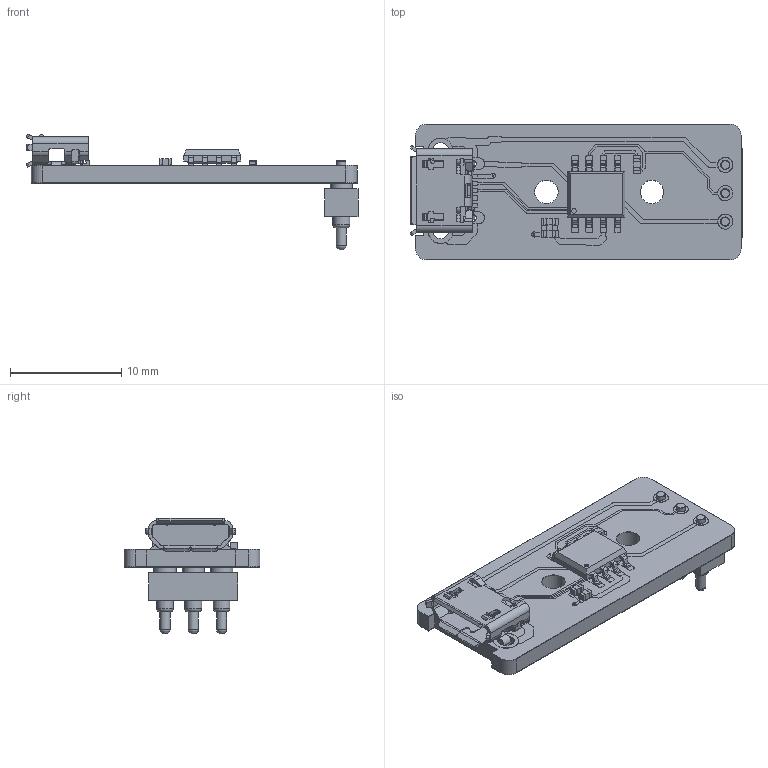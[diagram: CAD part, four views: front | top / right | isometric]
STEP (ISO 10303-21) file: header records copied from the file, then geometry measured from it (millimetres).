
FILE_DESCRIPTION(/* description */ (''),/* implementation_level */ '2;1');
FILE_NAME(/* name */ 'user_programmer_pcb.step',/* time_stamp */ '2022-06-04T15:17:05+08:00',/* author */ (''),/* organization */ (''),/* preprocessor_version */ 'ST-DEVELOPER v19',/* originating_system */ 'Autodesk Translation Framework v11.7.0.108',/* authorisation */ '');
FILE_SCHEMA (('AUTOMOTIVE_DESIGN { 1 0 10303 214 3 1 1 }'));
Length unit declared in the file: millimetre
Products named in the file (18): user_programmer; Board; Packages; MICRO_USB_ZX62D-B-5PA8; microusb v2; CAPC1005X60; 1X3_POGO_PIN_HOLDER; pogoPinv1 v7; pogoPin; pinHolder; CH330N; Model; RESC1005X40; 5576505.f3d ; 1-copper; 16-copper; 1-soldermask; 16-soldermask
Assembly tree (20 placements, depth 5):
  user_programmer
    Board
    Packages
      MICRO_USB_ZX62D-B-5PA8
        microusb v2
      CAPC1005X60  x2
      1X3_POGO_PIN_HOLDER
        pogoPinv1 v7
          pogoPin  x3
          pinHolder
      CH330N
        Model
      RESC1005X40
        5576505.f3d 
    1-copper
    16-copper
    1-soldermask
    16-soldermask
Bounding box: 29.81 x 12.19 x 10.4 mm (x, y, z)
Volume: 695.1 mm3; surface area: 3075.2 mm2
Topology: 81 solids, 81 shells, 2081 faces, 5540 edges, 3625 vertices
Faces by surface type: plane 1512, cylinder 506, sphere 48, torus 12, bspline 3
Full cylindrical faces by diameter (mm): 0.13 x9, 0.2 x6, 0.41 x1, 0.63 x14, 0.7 x4, 0.8 x3, 0.83 x21, 0.9 x9, 1.43 x14, 1.5 x8, 2 x3, 2.1 x6
Entity records: 63499 total; most frequent: CARTESIAN_POINT 11505, ORIENTED_EDGE 10776, DIRECTION 10388, EDGE_CURVE 5388, LINE 4394, VECTOR 4394, VERTEX_POINT 3543, AXIS2_PLACEMENT_3D 2997
